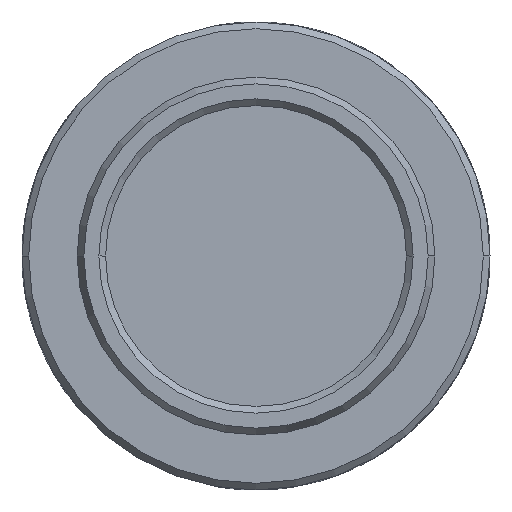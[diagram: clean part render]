
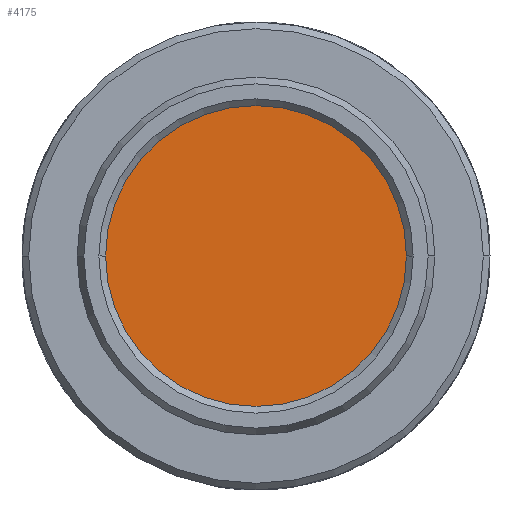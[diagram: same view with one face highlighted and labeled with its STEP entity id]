
A CAD part, left-side view. The second image highlights one B-rep face of the part: STEP entity #4175.
In plain terms, the highlighted planar face has unit normal (-1, 0, 0).
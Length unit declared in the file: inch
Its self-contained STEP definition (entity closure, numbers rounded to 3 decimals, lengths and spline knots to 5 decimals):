
#395 = EDGE_CURVE ( 'NONE', #2831, #4038, #6945, .T. ) ;
#651 = DIRECTION ( 'NONE',  ( 1., 0., 0. ) ) ;
#663 = ORIENTED_EDGE ( 'NONE', *, *, #395, .F. ) ;
#1201 = AXIS2_PLACEMENT_3D ( 'NONE', #1241, #6621, #2019 ) ;
#1241 = CARTESIAN_POINT ( 'NONE',  ( -0.145, 0., 0. ) ) ;
#2019 = DIRECTION ( 'NONE',  ( 0., 0., -1. ) ) ;
#2523 = DIRECTION ( 'NONE',  ( 1., 0., 0. ) ) ;
#2627 = AXIS2_PLACEMENT_3D ( 'NONE', #5240, #651, #6024 ) ;
#2831 = VERTEX_POINT ( 'NONE', #6630 ) ;
#3420 = EDGE_LOOP ( 'NONE', ( #3494, #663 ) ) ;
#3494 = ORIENTED_EDGE ( 'NONE', *, *, #5059, .F. ) ;
#4038 = VERTEX_POINT ( 'NONE', #4998 ) ;
#4175 = ADVANCED_FACE ( 'NONE', ( #7231 ), #9884, .F. ) ;
#4482 = AXIS2_PLACEMENT_3D ( 'NONE', #7135, #2523, #7888 ) ;
#4998 = CARTESIAN_POINT ( 'NONE',  ( -0.145, 0., -0.24443 ) ) ;
#5059 = EDGE_CURVE ( 'NONE', #4038, #2831, #7700, .T. ) ;
#5240 = CARTESIAN_POINT ( 'NONE',  ( -0.145, 0., 0. ) ) ;
#6024 = DIRECTION ( 'NONE',  ( 0., 0., -1. ) ) ;
#6621 = DIRECTION ( 'NONE',  ( 1., 0., 0. ) ) ;
#6630 = CARTESIAN_POINT ( 'NONE',  ( -0.145, 0., 0.24443 ) ) ;
#6945 = CIRCLE ( 'NONE', #1201, 0.24443 ) ;
#7135 = CARTESIAN_POINT ( 'NONE',  ( -0.145, 0., 0. ) ) ;
#7231 = FACE_OUTER_BOUND ( 'NONE', #3420, .T. ) ;
#7700 = CIRCLE ( 'NONE', #4482, 0.24443 ) ;
#7888 = DIRECTION ( 'NONE',  ( 0., 0., -1. ) ) ;
#9884 = PLANE ( 'NONE',  #2627 ) ;
